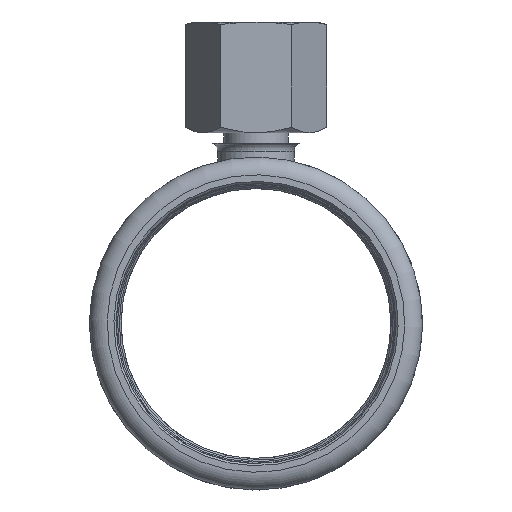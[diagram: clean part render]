
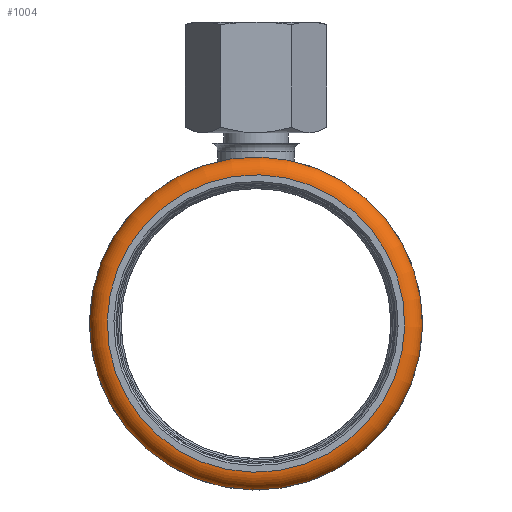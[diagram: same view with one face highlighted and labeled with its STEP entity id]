
A CAD part, left-side view. The second image highlights one B-rep face of the part: STEP entity #1004.
In plain terms, the highlighted toroidal (fillet/blend) face has major radius 29.2 mm and minor radius 3.5 mm.
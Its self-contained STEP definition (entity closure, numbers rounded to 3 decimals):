
#73=TOROIDAL_SURFACE('',#1126,29.2,3.5);
#199=FACE_OUTER_BOUND('',#266,.T.);
#266=EDGE_LOOP('',(#694,#695,#696,#697));
#346=CIRCLE('',#1122,32.102);
#349=CIRCLE('',#1127,29.2);
#350=CIRCLE('',#1128,3.5);
#410=VERTEX_POINT('',#1574);
#412=VERTEX_POINT('',#1582);
#510=EDGE_CURVE('',#410,#410,#346,.T.);
#514=EDGE_CURVE('',#412,#412,#349,.T.);
#515=EDGE_CURVE('',#412,#410,#350,.T.);
#694=ORIENTED_EDGE('',*,*,#514,.F.);
#695=ORIENTED_EDGE('',*,*,#515,.T.);
#696=ORIENTED_EDGE('',*,*,#510,.T.);
#697=ORIENTED_EDGE('',*,*,#515,.F.);
#1004=ADVANCED_FACE('',(#199),#73,.T.);
#1122=AXIS2_PLACEMENT_3D('',#1575,#1309,#1310);
#1126=AXIS2_PLACEMENT_3D('',#1581,#1318,#1319);
#1127=AXIS2_PLACEMENT_3D('',#1583,#1320,#1321);
#1128=AXIS2_PLACEMENT_3D('',#1584,#1322,#1323);
#1309=DIRECTION('center_axis',(-1.,0.,0.));
#1310=DIRECTION('ref_axis',(0.,0.,
-1.));
#1318=DIRECTION('center_axis',(-1.,0.,0.));
#1319=DIRECTION('ref_axis',(0.,-0.878,0.479));
#1320=DIRECTION('center_axis',(-1.,0.,0.));
#1321=DIRECTION('ref_axis',(0.,0.,
-1.));
#1322=DIRECTION('center_axis',(0.,-0.479,
-0.878));
#1323=DIRECTION('ref_axis',(0.,0.878,-0.479));
#1574=CARTESIAN_POINT('',(-63.543,28.172,-15.39));
#1575=CARTESIAN_POINT('Origin',(-63.543,0.,0.));
#1581=CARTESIAN_POINT('Origin',(-65.5,0.,0.));
#1582=CARTESIAN_POINT('',(-69.,25.626,-13.999));
#1583=CARTESIAN_POINT('Origin',(-69.,0.,0.));
#1584=CARTESIAN_POINT('Origin',(-65.5,25.626,-13.999));
